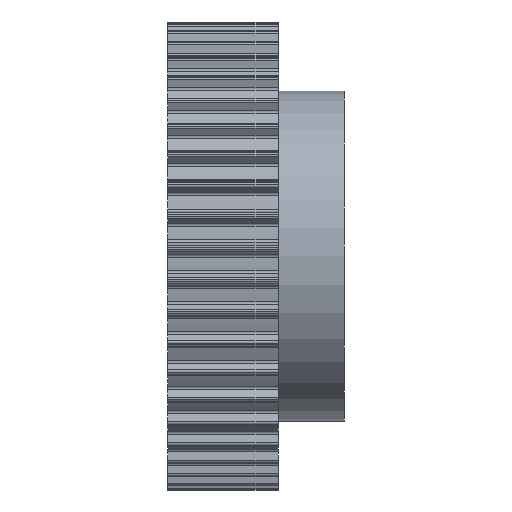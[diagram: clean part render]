
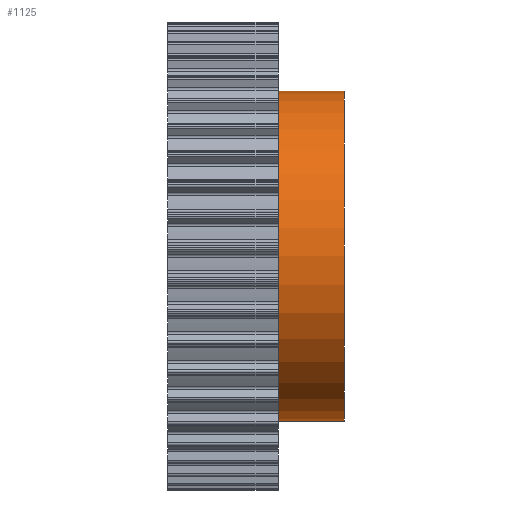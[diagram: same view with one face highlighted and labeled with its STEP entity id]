
A CAD part, front view. The second image highlights one B-rep face of the part: STEP entity #1125.
In plain terms, the highlighted cylindrical face has radius 15 mm (diameter 30 mm), a partial arc.
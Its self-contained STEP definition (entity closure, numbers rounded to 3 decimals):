
#1125=ADVANCED_FACE('',(#2247),#2248,.T.);
#2247=FACE_OUTER_BOUND('',#3362,.T.);
#2248=CYLINDRICAL_SURFACE('',#3363,15.0);
#3362=EDGE_LOOP('',(#7017,#7018,#7019,#7020));
#3363=AXIS2_PLACEMENT_3D('',#7021,#7022,#7023);
#7017=ORIENTED_EDGE('',*,*,#7034,.T.);
#7018=ORIENTED_EDGE('',*,*,#8494,.F.);
#7019=ORIENTED_EDGE('',*,*,#7036,.T.);
#7020=ORIENTED_EDGE('',*,*,#7082,.T.);
#7021=CARTESIAN_POINT('',(3.0,0.0,0.0));
#7022=DIRECTION('',(1.0,0.0,0.0));
#7023=DIRECTION('',(0.0,0.0,-1.0));
#7034=EDGE_CURVE('',#8498,#8499,#8500,.T.);
#7036=EDGE_CURVE('',#8503,#8501,#8504,.T.);
#7082=EDGE_CURVE('',#8501,#8498,#8576,.T.);
#8494=EDGE_CURVE('',#8503,#8499,#10688,.T.);
#8498=VERTEX_POINT('',#10692);
#8499=VERTEX_POINT('',#10693);
#8500=LINE('',#10694,#10695);
#8501=VERTEX_POINT('',#10696);
#8503=VERTEX_POINT('',#10698);
#8504=LINE('',#10699,#10700);
#8576=CIRCLE('',#10789,15.0);
#10688=CIRCLE('',#13427,15.0);
#10692=CARTESIAN_POINT('',(5.0,0.0,-15.0));
#10693=CARTESIAN_POINT('',(11.0,0.0,-15.0));
#10694=CARTESIAN_POINT('',(8.0,0.,-15.0));
#10695=VECTOR('',#13430,1.0);
#10696=CARTESIAN_POINT('',(5.0,0.,15.0));
#10698=CARTESIAN_POINT('',(11.0,0.,15.0));
#10699=CARTESIAN_POINT('',(8.0,0.,15.0));
#10700=VECTOR('',#13434,1.0);
#10789=AXIS2_PLACEMENT_3D('',#13503,#13504,#13505);
#13427=AXIS2_PLACEMENT_3D('',#15622,#15623,#15624);
#13430=DIRECTION('',(1.0,0.0,0.0));
#13434=DIRECTION('',(-1.0,-0.0,-0.0));
#13503=CARTESIAN_POINT('',(5.0,0.0,0.0));
#13504=DIRECTION('',(1.0,0.0,0.0));
#13505=DIRECTION('',(0.0,0.0,-1.0));
#15622=CARTESIAN_POINT('',(11.0,0.0,0.0));
#15623=DIRECTION('',(1.0,0.0,0.0));
#15624=DIRECTION('',(0.0,0.0,-1.0));
